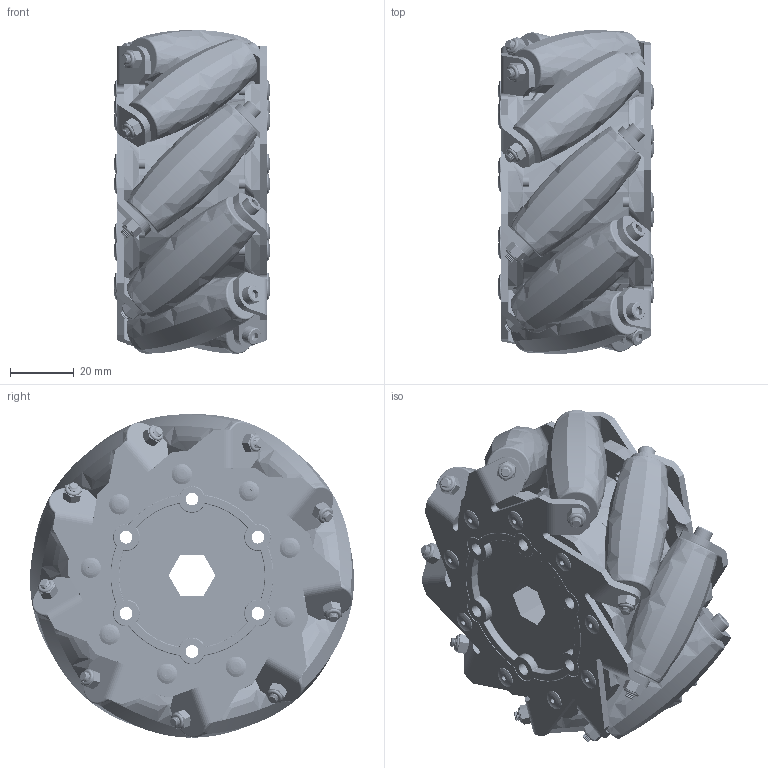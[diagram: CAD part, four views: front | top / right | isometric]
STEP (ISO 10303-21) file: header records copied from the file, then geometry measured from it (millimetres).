
FILE_DESCRIPTION (( 'STEP AP214' ), '1' );
FILE_NAME ('am-3918R 4HD 500H Mecanum Right V3.STEP', '2018-12-04T19:08:55', ( '' ), ( '' ), 'SwSTEP 2.0', 'SolidWorks 2018', '' );
FILE_SCHEMA (( 'AUTOMOTIVE_DESIGN' ));
Length unit declared in the file: inch
Products named in the file (10): 4HD Mecanum roller skin; M3 x 0.5 Nylock Nut; Brass tube; ip-3026R_plate 4 HD Right Mecanum Plate_DefaultSM-FLAT-PATTERN; 4HD Mecanum Roller Core ; am-3918R 4HD 500H Mecanum Right V3; SHCS M3 x 55mm_B18.3.1M - 3 x 0.5 x 55 Hex SHCS -- 18SHX; 125 rivet; 4HD Mecanum Roller V2; ip-3xxx_half 4HD 500H Mecanum Hub
Assembly tree (52 placements, depth 3):
  am-3918R 4HD 500H Mecanum Right V3
    ip-3xxx_half 4HD 500H Mecanum Hub  x2
    Brass tube
    4HD Mecanum Roller V2  x9
      4HD Mecanum Roller Core 
      4HD Mecanum roller skin
    SHCS M3 x 55mm_B18.3.1M - 3 x 0.5 x 55 Hex SHCS -- 18SHX  x9
    M3 x 0.5 Nylock Nut  x9
    ip-3026R_plate 4 HD Right Mecanum Plate_DefaultSM-FLAT-PATTERN  x2
    125 rivet  x18
Bounding box: 48.73 x 101.26 x 101.1 mm (x, y, z)
Volume: 182569.9 mm3; surface area: 141281.1 mm2
Topology: 59 solids, 59 shells, 4407 faces, 10954 edges, 6685 vertices
Faces by surface type: cone 1514, cylinder 1406, plane 745, torus 472, bspline 198, sphere 72
Entity records: 37524 total; most frequent: CARTESIAN_POINT 9790, DIRECTION 6208, ORIENTED_EDGE 5528, EDGE_CURVE 2764, AXIS2_PLACEMENT_3D 2594, VERTEX_POINT 1664, CIRCLE 1487, EDGE_LOOP 1240
